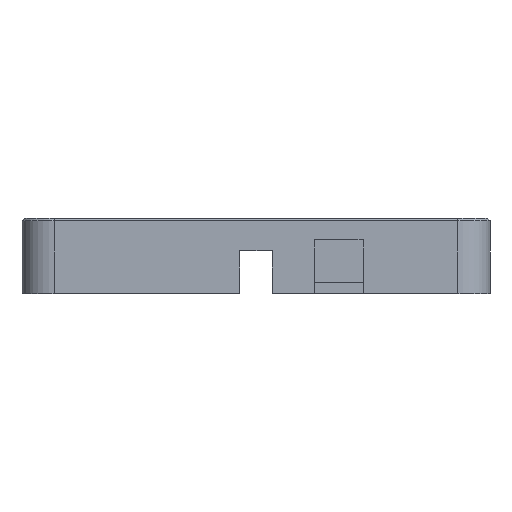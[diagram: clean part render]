
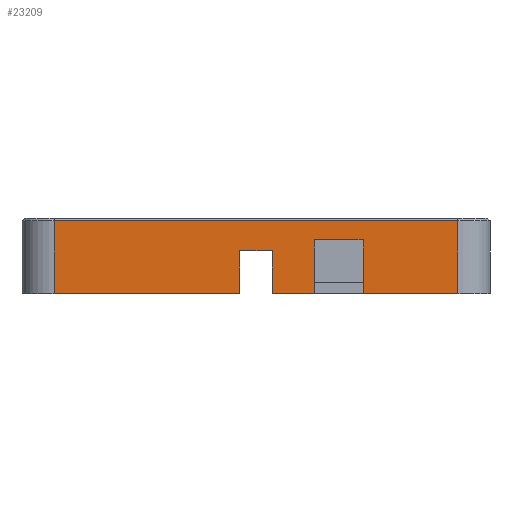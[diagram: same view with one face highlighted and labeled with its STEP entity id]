
A CAD part, front view. The second image highlights one B-rep face of the part: STEP entity #23209.
In plain terms, the highlighted planar face has unit normal (0, -1, 0).
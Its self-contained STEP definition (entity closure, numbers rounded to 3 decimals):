
#1886=FACE_OUTER_BOUND('',#3181,.T.);
#3181=EDGE_LOOP('',(#15756,#15757,#15758,#15759,#15760,#15761,#15762,#15763,
#15764,#15765,#15766,#15767));
#4491=LINE('',#29843,#6944);
#4589=LINE('',#30067,#7042);
#4604=LINE('',#30100,#7057);
#4627=LINE('',#30155,#7080);
#4635=LINE('',#30173,#7088);
#4673=LINE('',#30246,#7126);
#4675=LINE('',#30249,#7128);
#4725=LINE('',#30369,#7178);
#4727=LINE('',#30372,#7180);
#4747=LINE('',#30424,#7200);
#4751=LINE('',#30435,#7204);
#4752=LINE('',#30436,#7205);
#6944=VECTOR('',#25414,10.);
#7042=VECTOR('',#25604,10.);
#7057=VECTOR('',#25631,10.);
#7080=VECTOR('',#25668,10.);
#7088=VECTOR('',#25682,10.);
#7126=VECTOR('',#25738,10.);
#7128=VECTOR('',#25742,10.);
#7178=VECTOR('',#25862,10.);
#7180=VECTOR('',#25866,10.);
#7200=VECTOR('',#25914,10.);
#7204=VECTOR('',#25926,10.);
#7205=VECTOR('',#25927,10.);
#9393=VERTEX_POINT('',#29833);
#9397=VERTEX_POINT('',#29841);
#9477=VERTEX_POINT('',#30066);
#9488=VERTEX_POINT('',#30098);
#9489=VERTEX_POINT('',#30099);
#9513=VERTEX_POINT('',#30152);
#9514=VERTEX_POINT('',#30154);
#9521=VERTEX_POINT('',#30171);
#9545=VERTEX_POINT('',#30239);
#9581=VERTEX_POINT('',#30366);
#9600=VERTEX_POINT('',#30422);
#9603=VERTEX_POINT('',#30434);
#11739=EDGE_CURVE('',#9393,#9397,#4491,.T.);
#11850=EDGE_CURVE('',#9477,#9397,#4589,.T.);
#11866=EDGE_CURVE('',#9488,#9489,#4604,.T.);
#11892=EDGE_CURVE('',#9513,#9514,#4627,.T.);
#11901=EDGE_CURVE('',#9521,#9513,#4635,.T.);
#11939=EDGE_CURVE('',#9545,#9489,#4673,.T.);
#11941=EDGE_CURVE('',#9545,#9521,#4675,.T.);
#12001=EDGE_CURVE('',#9581,#9488,#4725,.T.);
#12003=EDGE_CURVE('',#9393,#9581,#4727,.T.);
#12028=EDGE_CURVE('',#9600,#9477,#4747,.T.);
#12033=EDGE_CURVE('',#9603,#9600,#4751,.T.);
#12034=EDGE_CURVE('',#9514,#9603,#4752,.T.);
#15756=ORIENTED_EDGE('',*,*,#12028,.F.);
#15757=ORIENTED_EDGE('',*,*,#12033,.F.);
#15758=ORIENTED_EDGE('',*,*,#12034,.F.);
#15759=ORIENTED_EDGE('',*,*,#11892,.F.);
#15760=ORIENTED_EDGE('',*,*,#11901,.F.);
#15761=ORIENTED_EDGE('',*,*,#11941,.F.);
#15762=ORIENTED_EDGE('',*,*,#11939,.T.);
#15763=ORIENTED_EDGE('',*,*,#11866,.F.);
#15764=ORIENTED_EDGE('',*,*,#12001,.F.);
#15765=ORIENTED_EDGE('',*,*,#12003,.F.);
#15766=ORIENTED_EDGE('',*,*,#11739,.T.);
#15767=ORIENTED_EDGE('',*,*,#11850,.F.);
#22474=PLANE('',#24546);
#23209=ADVANCED_FACE('',(#1886),#22474,.T.);
#24546=AXIS2_PLACEMENT_3D('',#30433,#25924,#25925);
#25414=DIRECTION('',(0.,0.,-1.));
#25604=DIRECTION('',(-1.,0.,0.));
#25631=DIRECTION('',(-1.,0.,0.));
#25668=DIRECTION('',(-1.,0.,0.));
#25682=DIRECTION('',(0.,0.,-1.));
#25738=DIRECTION('',(0.,0.,-1.));
#25742=DIRECTION('',(-1.,0.,0.));
#25862=DIRECTION('',(0.,0.,-1.));
#25866=DIRECTION('',(-1.,0.,0.));
#25914=DIRECTION('',(0.,0.,-1.));
#25924=DIRECTION('center_axis',(0.,-1.,0.));
#25925=DIRECTION('ref_axis',(-1.,0.,0.));
#25926=DIRECTION('',(1.,0.,0.));
#25927=DIRECTION('',(0.,0.,1.));
#29833=CARTESIAN_POINT('',(-59.925,178.363,-2.));
#29841=CARTESIAN_POINT('',(-59.925,178.363,-12.));
#29843=CARTESIAN_POINT('',(-59.925,178.363,0.));
#30066=CARTESIAN_POINT('',(-42.245,178.363,-12.));
#30067=CARTESIAN_POINT('',(-117.525,178.363,-12.));
#30098=CARTESIAN_POINT('',(-68.925,178.363,-12.));
#30099=CARTESIAN_POINT('',(-76.885,178.363,-12.));
#30100=CARTESIAN_POINT('',(-117.525,178.363,-12.));
#30152=CARTESIAN_POINT('',(-82.885,178.363,-12.));
#30154=CARTESIAN_POINT('',(-117.525,178.363,-12.));
#30155=CARTESIAN_POINT('',(-117.525,178.363,-12.));
#30171=CARTESIAN_POINT('',(-82.885,178.363,-4.));
#30173=CARTESIAN_POINT('',(-82.885,178.363,0.));
#30239=CARTESIAN_POINT('',(-76.885,178.363,-4.));
#30246=CARTESIAN_POINT('',(-76.885,178.363,0.));
#30249=CARTESIAN_POINT('',(-117.525,178.363,-4.));
#30366=CARTESIAN_POINT('',(-68.925,178.363,-2.));
#30369=CARTESIAN_POINT('',(-68.925,178.363,0.));
#30372=CARTESIAN_POINT('',(-61.065,178.363,-2.));
#30422=CARTESIAN_POINT('',(-42.245,178.363,1.6));
#30424=CARTESIAN_POINT('',(-42.245,178.363,0.));
#30433=CARTESIAN_POINT('Origin',(-42.245,178.363,0.));
#30434=CARTESIAN_POINT('',(-117.525,178.363,1.6));
#30435=CARTESIAN_POINT('',(-42.245,178.363,1.6));
#30436=CARTESIAN_POINT('',(-117.525,178.363,0.));
